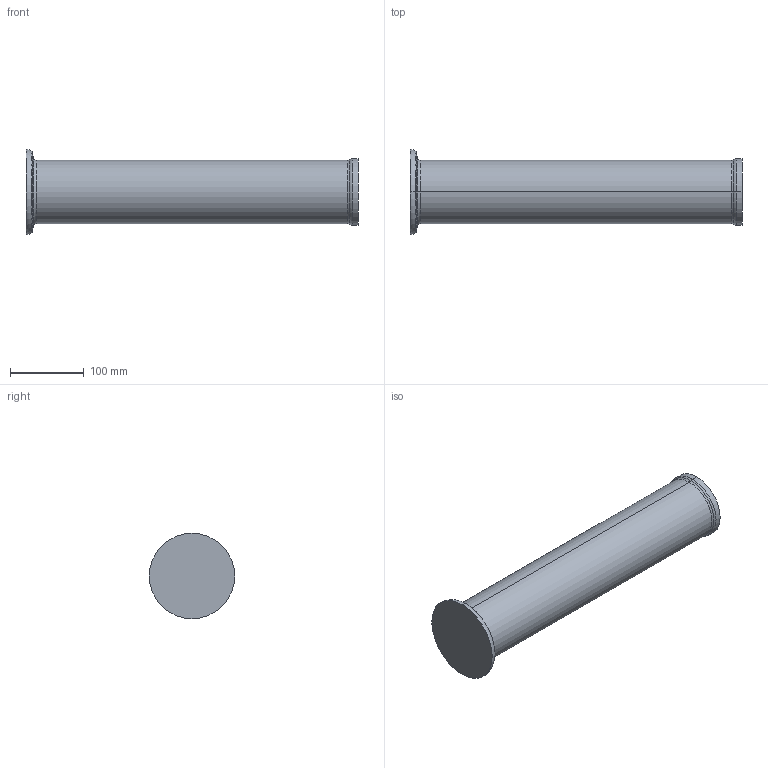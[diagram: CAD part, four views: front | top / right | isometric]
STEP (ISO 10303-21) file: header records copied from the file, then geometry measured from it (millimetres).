
FILE_DESCRIPTION (( 'STEP AP203' ), '1' );
FILE_NAME ('Lower arm-UR10(2)_UR10_Standard_sldprt.STEP', '2021-12-18T22:09:41', ( '' ), ( '' ), 'SwSTEP 2.0', 'SolidWorks 2021', '' );
FILE_SCHEMA (( 'CONFIG_CONTROL_DESIGN' ));
Length unit declared in the file: millimetre
Products named in the file (1): Lower arm-UR10(2)_UR10_Standard_sldprt
Bounding box: 451.3 x 116 x 116 mm (x, y, z)
Volume: 2668534.5 mm3; surface area: 142924 mm2
Topology: 1 solids, 1 shells, 23 faces, 47 edges, 26 vertices
Faces by surface type: torus 15, cone 4, cylinder 2, plane 2
Entity records: 691 total; most frequent: DIRECTION 136, CARTESIAN_POINT 97, ORIENTED_EDGE 94, AXIS2_PLACEMENT_3D 65, EDGE_CURVE 47, CIRCLE 41, VERTEX_POINT 26, EDGE_LOOP 23
